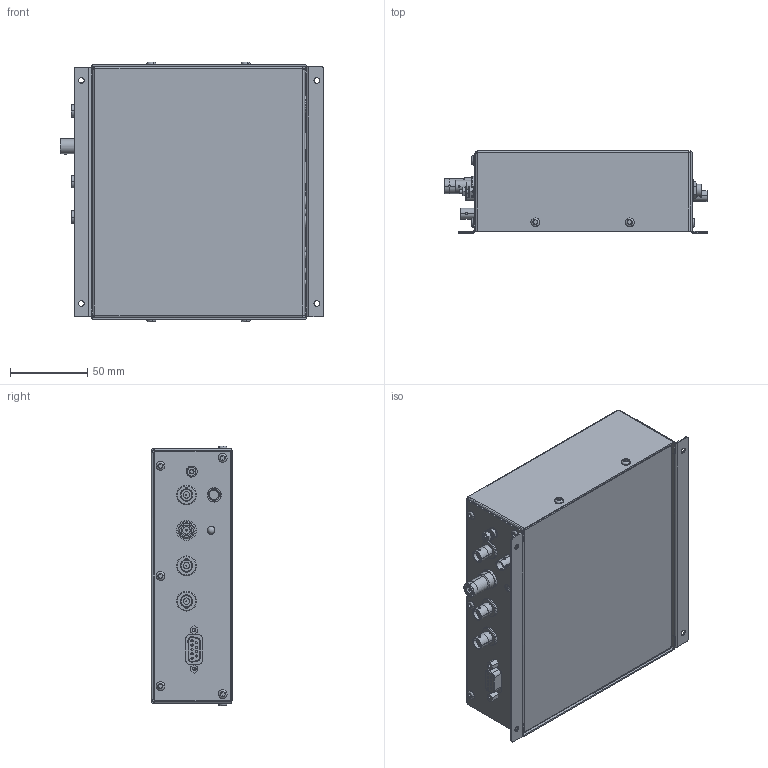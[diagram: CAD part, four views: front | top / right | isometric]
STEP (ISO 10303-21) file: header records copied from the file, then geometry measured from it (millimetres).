
FILE_DESCRIPTION (( 'STEP AP214' ), '1' );
FILE_NAME ('88201510-I200.STEP', '2008-07-18T13:26:01', ( ' ' ), ( ' ' ), 'SwSTEP 2.0', 'SolidWorks 2006104', '' );
FILE_SCHEMA (( 'AUTOMOTIVE_DESIGN' ));
Length unit declared in the file: millimetre
Products named in the file (31): SHCS M3 SST B_L=12; Reg Flat Washer_M3; I200 PCB; BNC Washer; Molex USB type B; 9-Pin D-Sub AD; L712RA; BNC Nut; BNC 31-221; HFBR 1515B - 2515B_In (Dk Grey); HFBR 1515B - 2515B_Out (Lt Grey); BHCS M3 SST_L=6; Greyhill 94HBB; 5607-265; Hex Nut-L712; 88201510-I200; 17214110; 17214121; 95606A140; 552-3511_Red; 85200920; 17214130-B; 17212282; 85201270; SHV Panel Mnt 51494; 550-5605_Red; Hex Nut SST_M3; CUI-MD-60SMW_MD-60SMW; 550-0205!0405_Red
Assembly tree (51 placements, depth 3):
  88201510-I200
    BHCS M3 SST_L=6  x11
    85201270
      Hex Nut SST_M3  x2
      550-0205!0405_Red
      Greyhill 94HBB  x2
      HFBR 1515B - 2515B_In (Dk Grey)
      17212282
      SHCS M3 SST B_L=12
      HFBR 1515B - 2515B_Out (Lt Grey)  x2
      Reg Flat Washer_M3  x3
      CUI-MD-60SMW_MD-60SMW
      9-Pin D-Sub AD
      L712RA
      I200 PCB
      Molex USB type B
    85200920
      550-5605_Red  x4
      85200920
      552-3511_Red  x2
    17214121
    BNC 31-221  x3
      BNC Washer
      BNC Nut
      BNC 31-221
    17214110
    95606A140
    SHV Panel Mnt 51494
    17214130-B
    Hex Nut-L712
    5607-265
Bounding box: 170.26 x 52.72 x 167.66 mm (x, y, z)
Volume: 138374.8 mm3; surface area: 245270.6 mm2
Topology: 51 solids, 54 shells, 1910 faces, 4653 edges, 3010 vertices
Faces by surface type: plane 1204, cylinder 562, cone 100, torus 31, sphere 9, bspline 4
Entity records: 44986 total; most frequent: CARTESIAN_POINT 8048, DIRECTION 7049, ORIENTED_EDGE 6812, EDGE_CURVE 3410, VECTOR 2421, LINE 2421, AXIS2_PLACEMENT_3D 2314, VERTEX_POINT 2211
